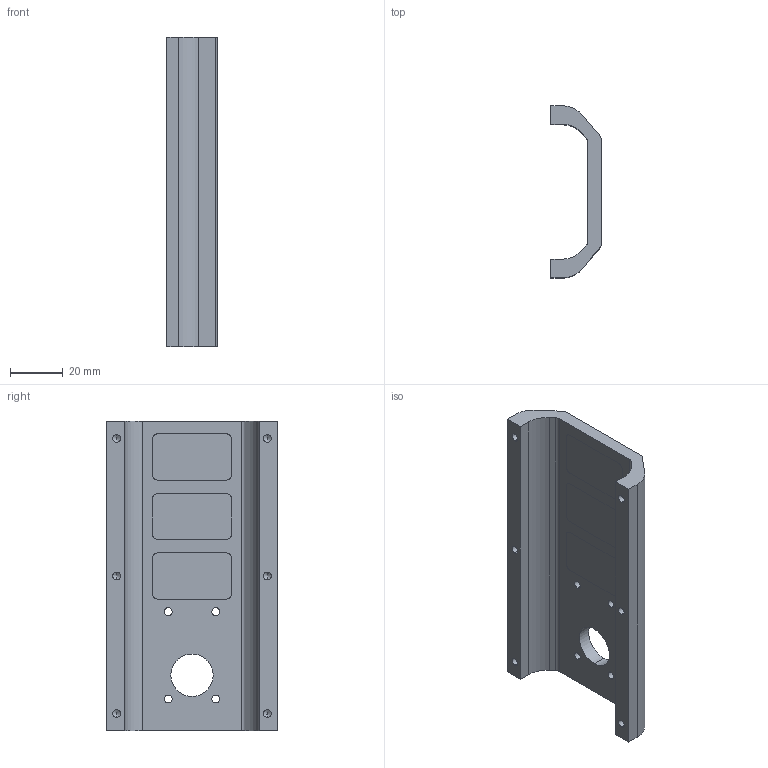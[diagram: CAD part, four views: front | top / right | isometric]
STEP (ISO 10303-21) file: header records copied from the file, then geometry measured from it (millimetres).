
FILE_DESCRIPTION (( 'STEP AP214' ), '1' );
FILE_NAME ('Motor Mount.STEP', '2025-03-06T17:27:54', ( '' ), ( '' ), 'SwSTEP 2.0', 'SolidWorks 2022', '' );
FILE_SCHEMA (( 'AUTOMOTIVE_DESIGN' ));
Length unit declared in the file: millimetre
Products named in the file (1): Motor Mount
Bounding box: 19 x 65 x 117 mm (x, y, z)
Volume: 48870.8 mm3; surface area: 24498.6 mm2
Topology: 4 solids, 4 shells, 92 faces, 276 edges, 186 vertices
Faces by surface type: cylinder 42, plane 32, cone 12, bspline 6
Entity records: 5519 total; most frequent: CARTESIAN_POINT 3111, ORIENTED_EDGE 528, DIRECTION 436, EDGE_CURVE 264, VERTEX_POINT 186, AXIS2_PLACEMENT_3D 147, LINE 142, VECTOR 142
